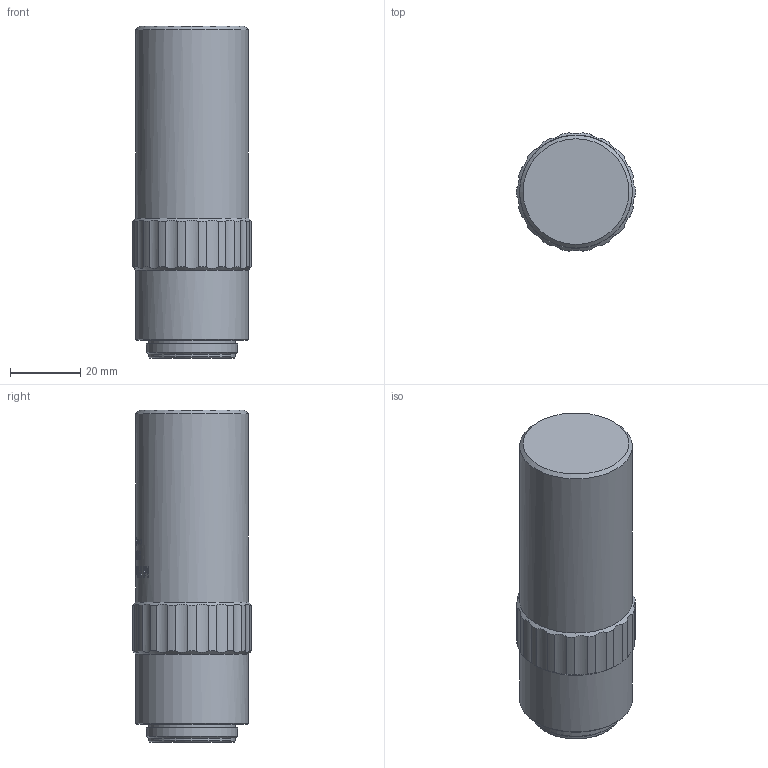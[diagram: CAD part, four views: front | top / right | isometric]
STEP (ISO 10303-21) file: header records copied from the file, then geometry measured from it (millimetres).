
FILE_DESCRIPTION (( 'STEP AP203' ), '1' );
FILE_NAME ('690048.STEP', '2024-10-17T03:07:37', ( 'Windows User' ), ( 'P R C' ), 'SwSTEP 2.0', 'SolidWorks 2020', '' );
FILE_SCHEMA (( 'CONFIG_CONTROL_DESIGN' ));
Products named in the file (1): 690048
Bounding box: 33.99 x 33.81 x 94.8 mm (x, y, z)
Volume: 76687.9 mm3; surface area: 11273.7 mm2
Topology: 1 solids, 1 shells, 392 faces, 1043 edges, 695 vertices
Faces by surface type: bspline 187, plane 118, cylinder 81, cone 6
Full cylindrical faces by diameter (mm): 24.8 x2, 26 x1, 32.2 x2
Entity records: 41104 total; most frequent: CARTESIAN_POINT 32537, ORIENTED_EDGE 2048, DIRECTION 1209, EDGE_CURVE 1024, VERTEX_POINT 687, EDGE_LOOP 445, VECTOR 431, LINE 431
